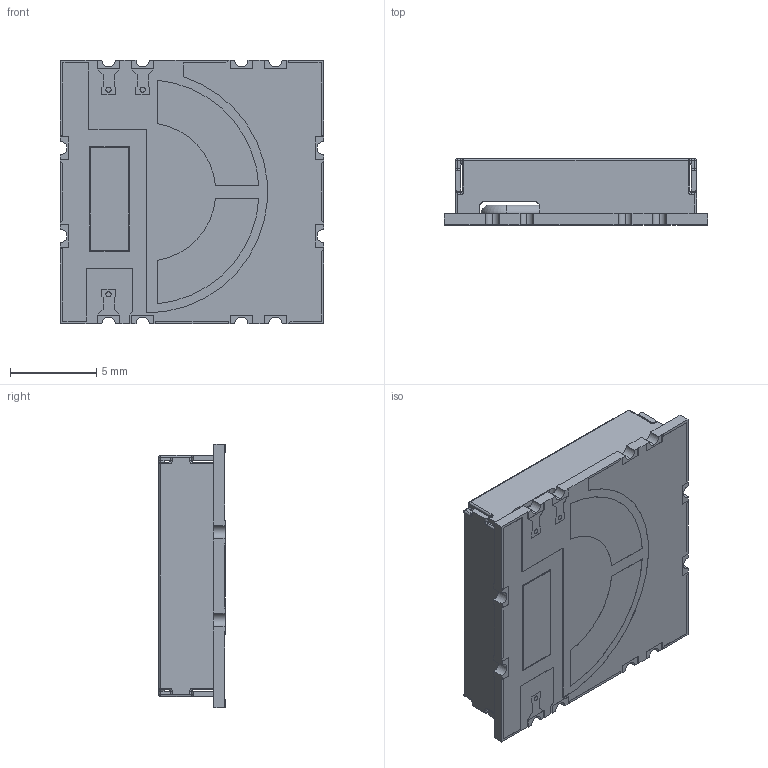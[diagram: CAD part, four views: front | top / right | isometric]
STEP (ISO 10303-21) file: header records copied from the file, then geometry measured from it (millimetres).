
FILE_DESCRIPTION (( 'STEP AP214' ), '1' );
FILE_NAME ('SN2595_STEP.STEP', '2024-12-23T15:09:45', ( '' ), ( '' ), 'SwSTEP 2.0', 'SolidWorks 2023', '' );
FILE_SCHEMA (( 'AUTOMOTIVE_DESIGN' ));
Length unit declared in the file: millimetre
Products named in the file (1): SN2595_STEP
Bounding box: 15.24 x 3.83 x 15.24 mm (x, y, z)
Volume: 287 mm3; surface area: 1196.6 mm2
Topology: 1 solids, 1 shells, 818 faces, 2396 edges, 1599 vertices
Faces by surface type: plane 647, cylinder 89, bspline 54, torus 20, sphere 8
Entity records: 29846 total; most frequent: CARTESIAN_POINT 8267, ORIENTED_EDGE 4776, DIRECTION 4015, EDGE_CURVE 2388, VECTOR 2065, LINE 2065, VERTEX_POINT 1599, AXIS2_PLACEMENT_3D 975
